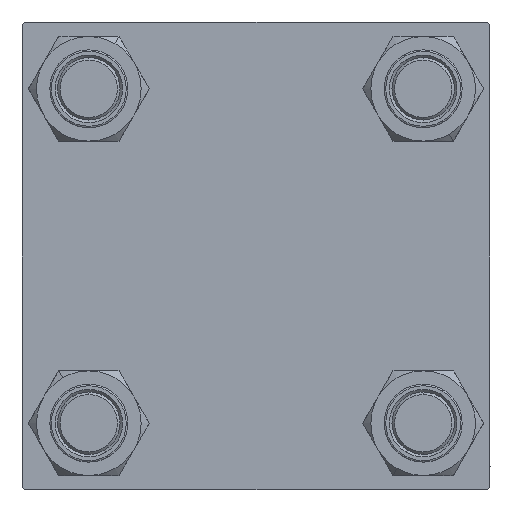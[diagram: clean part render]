
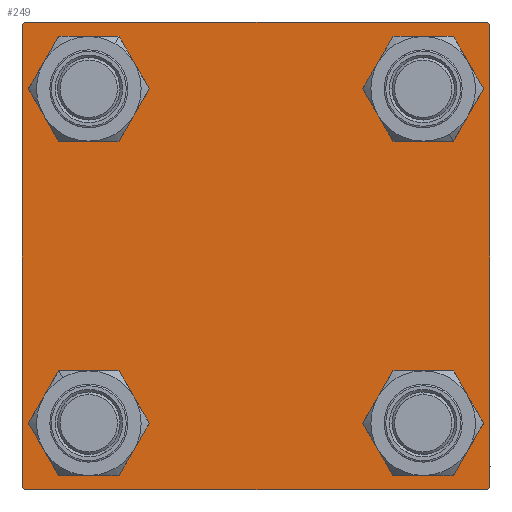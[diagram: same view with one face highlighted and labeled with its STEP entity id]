
A CAD part, left-side view. The second image highlights one B-rep face of the part: STEP entity #249.
In plain terms, the highlighted planar face has unit normal (-1, 0, 0).
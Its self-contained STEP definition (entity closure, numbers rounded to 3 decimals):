
#249 = ADVANCED_FACE ( 'NONE', ( #48244, #27754, #35708, #44398, #24164 ), #8776, .T. ) ;
#833 = EDGE_CURVE ( 'NONE', #959, #22313, #18176, .T. ) ;
#838 = DIRECTION ( 'NONE',  ( 0., 0., 1. ) ) ;
#959 = VERTEX_POINT ( 'NONE', #25751 ) ;
#1015 = CIRCLE ( 'NONE', #2626, 6.5 ) ;
#1031 = EDGE_CURVE ( 'NONE', #32568, #16339, #35374, .T. ) ;
#1933 = DIRECTION ( 'NONE',  ( 0., 0., 1. ) ) ;
#2451 = LINE ( 'NONE', #6285, #50590 ) ;
#2626 = AXIS2_PLACEMENT_3D ( 'NONE', #28023, #4441, #20078 ) ;
#2989 = LINE ( 'NONE', #37350, #19807 ) ;
#3043 = VECTOR ( 'NONE', #50097, 1000. ) ;
#3107 = VECTOR ( 'NONE', #15183, 1000. ) ;
#3338 = VERTEX_POINT ( 'NONE', #35162 ) ;
#3558 = VERTEX_POINT ( 'NONE', #45373 ) ;
#4206 = CARTESIAN_POINT ( 'NONE',  ( 0., 44.5, -45. ) ) ;
#4441 = DIRECTION ( 'NONE',  ( 1., 0., 0. ) ) ;
#4904 = CARTESIAN_POINT ( 'NONE',  ( 0., 32.15, -25.65 ) ) ;
#5261 = DIRECTION ( 'NONE',  ( 1., 0., 0. ) ) ;
#5528 = EDGE_CURVE ( 'NONE', #37629, #47239, #2989, .T. ) ;
#6285 = CARTESIAN_POINT ( 'NONE',  ( 0., -44.75, -44.75 ) ) ;
#6606 = LINE ( 'NONE', #17650, #44695 ) ;
#7052 = VERTEX_POINT ( 'NONE', #18506 ) ;
#8776 = PLANE ( 'NONE',  #10771 ) ;
#8873 = LINE ( 'NONE', #24516, #9680 ) ;
#8998 = DIRECTION ( 'NONE',  ( 0., 0., 1. ) ) ;
#9600 = EDGE_CURVE ( 'NONE', #36839, #16236, #1015, .T. ) ;
#9680 = VECTOR ( 'NONE', #40147, 1000. ) ;
#10216 = ORIENTED_EDGE ( 'NONE', *, *, #39925, .T. ) ;
#10326 = CIRCLE ( 'NONE', #38966, 6.5 ) ;
#10771 = AXIS2_PLACEMENT_3D ( 'NONE', #40301, #39799, #838 ) ;
#11315 = CARTESIAN_POINT ( 'NONE',  ( 0., -32.15, -32.15 ) ) ;
#11397 = DIRECTION ( 'NONE',  ( 1., 0., 0. ) ) ;
#11614 = CARTESIAN_POINT ( 'NONE',  ( 0., -32.15, -38.65 ) ) ;
#11846 = CARTESIAN_POINT ( 'NONE',  ( 0., 44.5, 45. ) ) ;
#13272 = AXIS2_PLACEMENT_3D ( 'NONE', #26998, #19557, #46967 ) ;
#13519 = CIRCLE ( 'NONE', #18452, 6.5 ) ;
#13809 = ORIENTED_EDGE ( 'NONE', *, *, #39021, .F. ) ;
#14998 = DIRECTION ( 'NONE',  ( 1., 0., 0. ) ) ;
#15002 = CARTESIAN_POINT ( 'NONE',  ( 0., -32.15, 32.15 ) ) ;
#15183 = DIRECTION ( 'NONE',  ( 0., -1., 0. ) ) ;
#15673 = LINE ( 'NONE', #23629, #24988 ) ;
#16236 = VERTEX_POINT ( 'NONE', #32291 ) ;
#16339 = VERTEX_POINT ( 'NONE', #26118 ) ;
#16567 = EDGE_LOOP ( 'NONE', ( #34819, #27021 ) ) ;
#16754 = EDGE_LOOP ( 'NONE', ( #39590, #47371, #29702, #23562, #37373, #19586, #13809, #26890 ) ) ;
#16874 = VERTEX_POINT ( 'NONE', #11846 ) ;
#17650 = CARTESIAN_POINT ( 'NONE',  ( 0., 45., 45. ) ) ;
#18116 = DIRECTION ( 'NONE',  ( 0., 0.707, 0.707 ) ) ;
#18176 = CIRCLE ( 'NONE', #23885, 6.5 ) ;
#18452 = AXIS2_PLACEMENT_3D ( 'NONE', #18830, #26525, #38072 ) ;
#18506 = CARTESIAN_POINT ( 'NONE',  ( 0., -45., -44.5 ) ) ;
#18830 = CARTESIAN_POINT ( 'NONE',  ( 0., -32.15, -32.15 ) ) ;
#19090 = LINE ( 'NONE', #27544, #3043 ) ;
#19557 = DIRECTION ( 'NONE',  ( 1., 0., 0. ) ) ;
#19586 = ORIENTED_EDGE ( 'NONE', *, *, #5528, .T. ) ;
#19807 = VECTOR ( 'NONE', #18116, 1000. ) ;
#20078 = DIRECTION ( 'NONE',  ( 0., 0., 1. ) ) ;
#21917 = VERTEX_POINT ( 'NONE', #11614 ) ;
#22313 = VERTEX_POINT ( 'NONE', #4904 ) ;
#22381 = LINE ( 'NONE', #44958, #3107 ) ;
#22869 = CIRCLE ( 'NONE', #37632, 6.5 ) ;
#23132 = AXIS2_PLACEMENT_3D ( 'NONE', #44613, #36935, #8998 ) ;
#23288 = EDGE_CURVE ( 'NONE', #3558, #41902, #6606, .T. ) ;
#23445 = CARTESIAN_POINT ( 'NONE',  ( 0., 32.15, 32.15 ) ) ;
#23452 = DIRECTION ( 'NONE',  ( 0., 0., 1. ) ) ;
#23562 = ORIENTED_EDGE ( 'NONE', *, *, #28283, .T. ) ;
#23629 = CARTESIAN_POINT ( 'NONE',  ( 0., 45., 45. ) ) ;
#23885 = AXIS2_PLACEMENT_3D ( 'NONE', #40879, #5261, #1933 ) ;
#24164 = FACE_OUTER_BOUND ( 'NONE', #16754, .T. ) ;
#24328 = ORIENTED_EDGE ( 'NONE', *, *, #833, .T. ) ;
#24516 = CARTESIAN_POINT ( 'NONE',  ( 0., 44.75, -44.75 ) ) ;
#24771 = EDGE_LOOP ( 'NONE', ( #39778, #24328 ) ) ;
#24988 = VECTOR ( 'NONE', #31311, 1000. ) ;
#25548 = LINE ( 'NONE', #48864, #43034 ) ;
#25751 = CARTESIAN_POINT ( 'NONE',  ( 0., 32.15, -38.65 ) ) ;
#26118 = CARTESIAN_POINT ( 'NONE',  ( 0., 32.15, 25.65 ) ) ;
#26181 = CARTESIAN_POINT ( 'NONE',  ( 0., 45., -44.5 ) ) ;
#26525 = DIRECTION ( 'NONE',  ( 1., 0., 0. ) ) ;
#26890 = ORIENTED_EDGE ( 'NONE', *, *, #49108, .T. ) ;
#26998 = CARTESIAN_POINT ( 'NONE',  ( 0., 32.15, 32.15 ) ) ;
#27021 = ORIENTED_EDGE ( 'NONE', *, *, #45782, .T. ) ;
#27472 = EDGE_LOOP ( 'NONE', ( #10216, #37771 ) ) ;
#27544 = CARTESIAN_POINT ( 'NONE',  ( 0., 44.75, 44.75 ) ) ;
#27754 = FACE_BOUND ( 'NONE', #27472, .T. ) ;
#28023 = CARTESIAN_POINT ( 'NONE',  ( 0., -32.15, 32.15 ) ) ;
#28234 = EDGE_CURVE ( 'NONE', #41902, #32909, #8873, .T. ) ;
#28283 = EDGE_CURVE ( 'NONE', #35136, #7052, #2451, .T. ) ;
#28426 = ORIENTED_EDGE ( 'NONE', *, *, #9600, .T. ) ;
#29702 = ORIENTED_EDGE ( 'NONE', *, *, #49322, .T. ) ;
#31311 = DIRECTION ( 'NONE',  ( 0., -1., 0. ) ) ;
#31934 = CARTESIAN_POINT ( 'NONE',  ( 0., -45., 44.5 ) ) ;
#32030 = EDGE_CURVE ( 'NONE', #21917, #3338, #22869, .T. ) ;
#32291 = CARTESIAN_POINT ( 'NONE',  ( 0., -32.15, 38.65 ) ) ;
#32568 = VERTEX_POINT ( 'NONE', #43551 ) ;
#32582 = AXIS2_PLACEMENT_3D ( 'NONE', #15002, #11397, #23452 ) ;
#32666 = ORIENTED_EDGE ( 'NONE', *, *, #49835, .T. ) ;
#32909 = VERTEX_POINT ( 'NONE', #4206 ) ;
#33088 = CARTESIAN_POINT ( 'NONE',  ( 0., -32.15, 25.65 ) ) ;
#34819 = ORIENTED_EDGE ( 'NONE', *, *, #1031, .T. ) ;
#35136 = VERTEX_POINT ( 'NONE', #39486 ) ;
#35162 = CARTESIAN_POINT ( 'NONE',  ( 0., -32.15, -25.65 ) ) ;
#35374 = CIRCLE ( 'NONE', #13272, 6.5 ) ;
#35708 = FACE_BOUND ( 'NONE', #24771, .T. ) ;
#36589 = DIRECTION ( 'NONE',  ( 0., 0., -1. ) ) ;
#36839 = VERTEX_POINT ( 'NONE', #33088 ) ;
#36840 = EDGE_CURVE ( 'NONE', #22313, #959, #45244, .T. ) ;
#36935 = DIRECTION ( 'NONE',  ( 1., 0., 0. ) ) ;
#37350 = CARTESIAN_POINT ( 'NONE',  ( 0., -44.75, 44.75 ) ) ;
#37373 = ORIENTED_EDGE ( 'NONE', *, *, #41062, .F. ) ;
#37629 = VERTEX_POINT ( 'NONE', #31934 ) ;
#37632 = AXIS2_PLACEMENT_3D ( 'NONE', #11315, #50527, #42085 ) ;
#37771 = ORIENTED_EDGE ( 'NONE', *, *, #32030, .T. ) ;
#38072 = DIRECTION ( 'NONE',  ( 0., 0., 1. ) ) ;
#38315 = CARTESIAN_POINT ( 'NONE',  ( 0., -44.5, 45. ) ) ;
#38387 = DIRECTION ( 'NONE',  ( 0., 0., -1. ) ) ;
#38829 = DIRECTION ( 'NONE',  ( 0., 0., 1. ) ) ;
#38966 = AXIS2_PLACEMENT_3D ( 'NONE', #23445, #14998, #38829 ) ;
#39021 = EDGE_CURVE ( 'NONE', #16874, #47239, #15673, .T. ) ;
#39486 = CARTESIAN_POINT ( 'NONE',  ( 0., -44.5, -45. ) ) ;
#39590 = ORIENTED_EDGE ( 'NONE', *, *, #23288, .T. ) ;
#39778 = ORIENTED_EDGE ( 'NONE', *, *, #36840, .T. ) ;
#39799 = DIRECTION ( 'NONE',  ( -1., 0., 0. ) ) ;
#39925 = EDGE_CURVE ( 'NONE', #3338, #21917, #13519, .T. ) ;
#40147 = DIRECTION ( 'NONE',  ( 0., -0.707, -0.707 ) ) ;
#40301 = CARTESIAN_POINT ( 'NONE',  ( 0., 0., 0. ) ) ;
#40405 = EDGE_LOOP ( 'NONE', ( #32666, #28426 ) ) ;
#40879 = CARTESIAN_POINT ( 'NONE',  ( 0., 32.15, -32.15 ) ) ;
#41062 = EDGE_CURVE ( 'NONE', #37629, #7052, #25548, .T. ) ;
#41902 = VERTEX_POINT ( 'NONE', #26181 ) ;
#42085 = DIRECTION ( 'NONE',  ( 0., 0., 1. ) ) ;
#43034 = VECTOR ( 'NONE', #36589, 1000. ) ;
#43551 = CARTESIAN_POINT ( 'NONE',  ( 0., 32.15, 38.65 ) ) ;
#44398 = FACE_BOUND ( 'NONE', #16567, .T. ) ;
#44613 = CARTESIAN_POINT ( 'NONE',  ( 0., 32.15, -32.15 ) ) ;
#44695 = VECTOR ( 'NONE', #38387, 1000. ) ;
#44958 = CARTESIAN_POINT ( 'NONE',  ( 0., 45., -45. ) ) ;
#45240 = DIRECTION ( 'NONE',  ( 0., -0.707, 0.707 ) ) ;
#45244 = CIRCLE ( 'NONE', #23132, 6.5 ) ;
#45373 = CARTESIAN_POINT ( 'NONE',  ( 0., 45., 44.5 ) ) ;
#45782 = EDGE_CURVE ( 'NONE', #16339, #32568, #10326, .T. ) ;
#46967 = DIRECTION ( 'NONE',  ( 0., 0., 1. ) ) ;
#47239 = VERTEX_POINT ( 'NONE', #38315 ) ;
#47371 = ORIENTED_EDGE ( 'NONE', *, *, #28234, .T. ) ;
#48244 = FACE_BOUND ( 'NONE', #40405, .T. ) ;
#48864 = CARTESIAN_POINT ( 'NONE',  ( 0., -45., 45. ) ) ;
#48925 = CIRCLE ( 'NONE', #32582, 6.5 ) ;
#49108 = EDGE_CURVE ( 'NONE', #16874, #3558, #19090, .T. ) ;
#49322 = EDGE_CURVE ( 'NONE', #32909, #35136, #22381, .T. ) ;
#49835 = EDGE_CURVE ( 'NONE', #16236, #36839, #48925, .T. ) ;
#50097 = DIRECTION ( 'NONE',  ( 0., 0.707, -0.707 ) ) ;
#50527 = DIRECTION ( 'NONE',  ( 1., 0., 0. ) ) ;
#50590 = VECTOR ( 'NONE', #45240, 1000. ) ;
